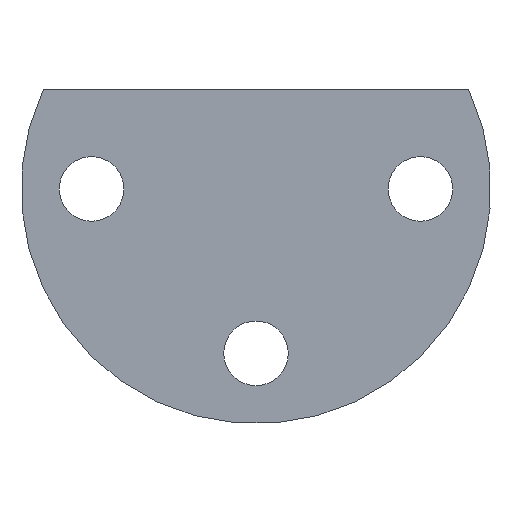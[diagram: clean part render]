
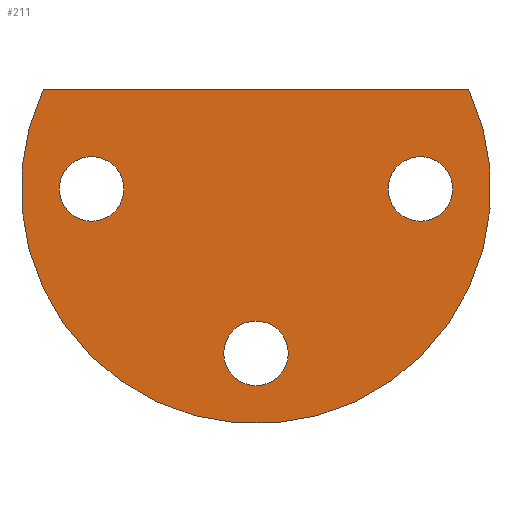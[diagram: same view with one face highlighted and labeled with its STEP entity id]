
A CAD part, left-side view. The second image highlights one B-rep face of the part: STEP entity #211.
In plain terms, the highlighted planar face has unit normal (-1, 0, 0).
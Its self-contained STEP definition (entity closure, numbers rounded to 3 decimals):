
#211 = ADVANCED_FACE( '', ( #413, #414, #415, #416 ), #417, .F. );
#413 = FACE_OUTER_BOUND( '', #597, .T. );
#414 = FACE_BOUND( '', #598, .T. );
#415 = FACE_BOUND( '', #599, .T. );
#416 = FACE_BOUND( '', #600, .T. );
#417 = PLANE( '', #601 );
#597 = EDGE_LOOP( '', ( #981, #982 ) );
#598 = EDGE_LOOP( '', ( #983 ) );
#599 = EDGE_LOOP( '', ( #984 ) );
#600 = EDGE_LOOP( '', ( #985 ) );
#601 = AXIS2_PLACEMENT_3D( '', #986, #987, #988 );
#981 = ORIENTED_EDGE( '', *, *, #1132, .F. );
#982 = ORIENTED_EDGE( '', *, *, #1116, .T. );
#983 = ORIENTED_EDGE( '', *, *, #1124, .F. );
#984 = ORIENTED_EDGE( '', *, *, #992, .T. );
#985 = ORIENTED_EDGE( '', *, *, #1081, .F. );
#986 = CARTESIAN_POINT( '', ( 0., 0., 0. ) );
#987 = DIRECTION( '', ( 1., 0., 0. ) );
#988 = DIRECTION( '', ( 0., 0., -1. ) );
#992 = EDGE_CURVE( '', #1137, #1137, #1138, .T. );
#1081 = EDGE_CURVE( '', #1276, #1276, #1277, .T. );
#1116 = EDGE_CURVE( '', #1321, #1319, #1322, .T. );
#1124 = EDGE_CURVE( '', #1331, #1331, #1332, .F. );
#1132 = EDGE_CURVE( '', #1321, #1319, #1340, .T. );
#1137 = VERTEX_POINT( '', #1345 );
#1138 = CIRCLE( '', #1346, 5.5 );
#1276 = VERTEX_POINT( '', #1615 );
#1277 = CIRCLE( '', #1616, 5.5 );
#1319 = VERTEX_POINT( '', #1692 );
#1321 = VERTEX_POINT( '', #1695 );
#1322 = LINE( '', #1696, #1697 );
#1331 = VERTEX_POINT( '', #1719 );
#1332 = CIRCLE( '', #1720, 5.5 );
#1340 = CIRCLE( '', #1728, 40. );
#1345 = CARTESIAN_POINT( '', ( 0., 0., -33.5 ) );
#1346 = AXIS2_PLACEMENT_3D( '', #1733, #1734, #1735 );
#1615 = CARTESIAN_POINT( '', ( 0., -28., 5.5 ) );
#1616 = AXIS2_PLACEMENT_3D( '', #1835, #1836, #1837 );
#1692 = CARTESIAN_POINT( '', ( 0., 36.208, 17. ) );
#1695 = CARTESIAN_POINT( '', ( 0., -36.208, 17. ) );
#1696 = CARTESIAN_POINT( '', ( 0., -42., 17. ) );
#1697 = VECTOR( '', #1863, 1000. );
#1719 = CARTESIAN_POINT( '', ( 0., 28., -5.5 ) );
#1720 = AXIS2_PLACEMENT_3D( '', #1868, #1869, #1870 );
#1728 = AXIS2_PLACEMENT_3D( '', #1871, #1872, #1873 );
#1733 = CARTESIAN_POINT( '', ( 0., 0., -28. ) );
#1734 = DIRECTION( '', ( 1., 0., 0. ) );
#1735 = DIRECTION( '', ( 0., 0., -1. ) );
#1835 = CARTESIAN_POINT( '', ( 0., -28., 0. ) );
#1836 = DIRECTION( '', ( -1., 0., 0. ) );
#1837 = DIRECTION( '', ( 0., 0., 1. ) );
#1863 = DIRECTION( '', ( 0., 1., 0. ) );
#1868 = CARTESIAN_POINT( '', ( 0., 28., 0. ) );
#1869 = DIRECTION( '', ( 1., 0., 0. ) );
#1870 = DIRECTION( '', ( 0., 0., -1. ) );
#1871 = CARTESIAN_POINT( '', ( 0., 0., 0. ) );
#1872 = DIRECTION( '', ( 1., 0., 0. ) );
#1873 = DIRECTION( '', ( 0., 0., -1. ) );
